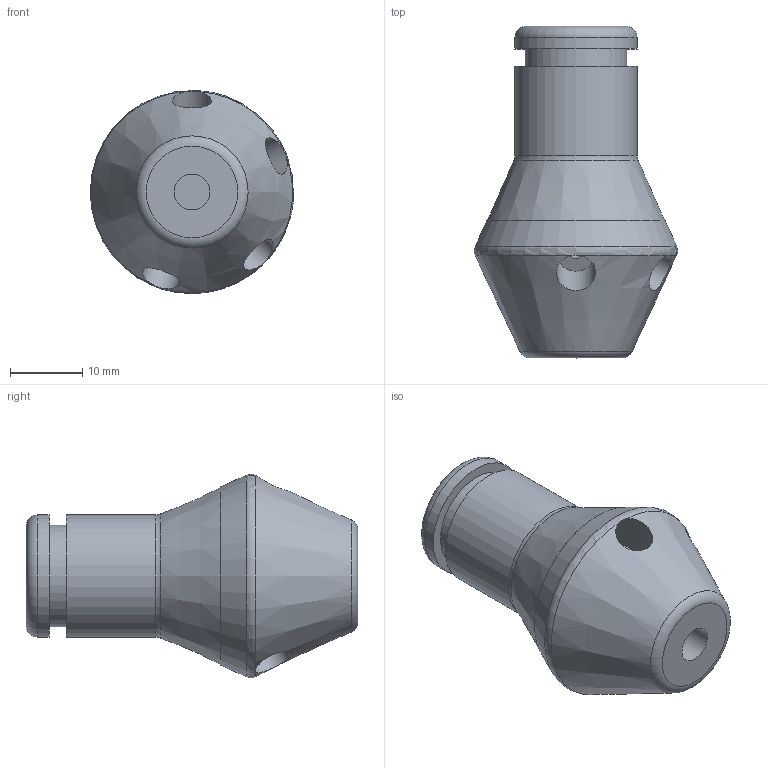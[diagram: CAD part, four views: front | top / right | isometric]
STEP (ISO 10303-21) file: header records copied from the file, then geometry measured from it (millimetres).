
FILE_DESCRIPTION(/* description */ (''),/* implementation_level */ '2;1');
FILE_NAME(/* name */ 'piston for neutron.stp',/* time_stamp */ '2023-06-22T15:11:26-04:00',/* author */ ('pab2'),/* organization */ (''),/* preprocessor_version */ 'ST-DEVELOPER v18',/* originating_system */ 'Autodesk Inventor 2020',/* authorisation */ '');
FILE_SCHEMA (('AUTOMOTIVE_DESIGN { 1 0 10303 214 3 1 1 }'));
Length unit declared in the file: inch
Products named in the file (1): piston badflowchannel-1-16in-thread - neutron - 65flowchan
Bounding box: 28.16 x 45.95 x 28.16 mm (x, y, z)
Volume: 13974.1 mm3; surface area: 4333 mm2
Topology: 1 solids, 1 shells, 35 faces, 129 edges, 102 vertices
Faces by surface type: plane 14, cylinder 13, torus 4, cone 4
Full cylindrical faces by diameter (mm): 1.587 x5, 4.978 x1, 5.41 x4, 14.008 x1, 16.904 x2
Entity records: 1642 total; most frequent: CARTESIAN_POINT 454, DIRECTION 249, ORIENTED_EDGE 236, EDGE_CURVE 118, AXIS2_PLACEMENT_3D 114, VERTEX_POINT 86, CIRCLE 65, EDGE_LOOP 44
